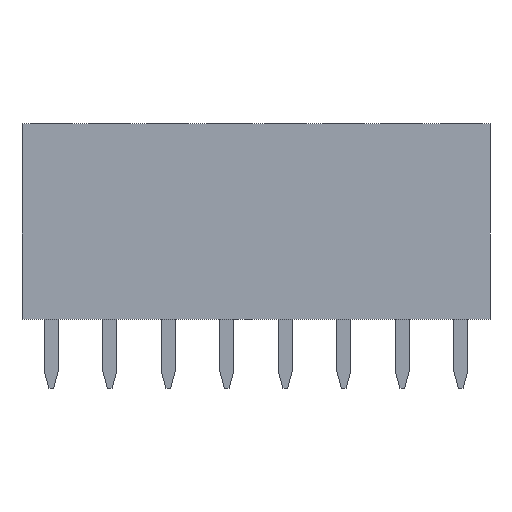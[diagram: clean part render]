
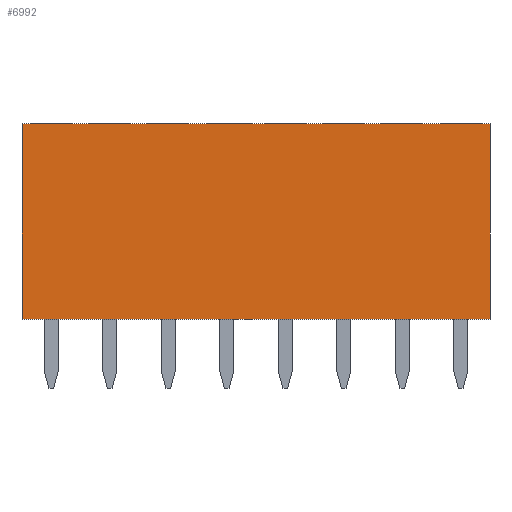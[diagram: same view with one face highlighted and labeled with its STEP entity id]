
A CAD part, front view. The second image highlights one B-rep face of the part: STEP entity #6992.
In plain terms, the highlighted planar face has unit normal (0, -1, 0).
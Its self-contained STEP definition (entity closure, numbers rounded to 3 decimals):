
#6992=ADVANCED_FACE('',(#13380),#13382,.T.);
#13380=FACE_BOUND('',#13381,.T.);
#13381=EDGE_LOOP('',(#18369,#18370,#18371,#18372));
#13382=PLANE('',#13383);
#13383=AXIS2_PLACEMENT_3D('',#13384,#13385,#13386);
#13384=CARTESIAN_POINT('',(-1.27,-1.27,0.));
#13385=DIRECTION('',(0.,-1.,0.));
#13386=DIRECTION('',(1.,0.,0.));
#18369=ORIENTED_EDGE('',*,*,#21059,.T.);
#18370=ORIENTED_EDGE('',*,*,#20850,.T.);
#18371=ORIENTED_EDGE('',*,*,#21023,.F.);
#18372=ORIENTED_EDGE('',*,*,#20839,.F.);
#20839=EDGE_CURVE('',#24539,#24541,#24542,.T.);
#20850=EDGE_CURVE('',#24561,#24559,#24562,.T.);
#21023=EDGE_CURVE('',#24541,#24559,#24783,.T.);
#21059=EDGE_CURVE('',#24539,#24561,#24827,.T.);
#24539=VERTEX_POINT('',#32577);
#24541=VERTEX_POINT('',#32581);
#24542=LINE('',#32582,#32583);
#24559=VERTEX_POINT('',#32619);
#24561=VERTEX_POINT('',#32623);
#24562=LINE('',#32624,#32625);
#24783=LINE('',#33199,#33200);
#24827=LINE('',#33315,#33316);
#32577=CARTESIAN_POINT('',(-1.27,-1.27,0.));
#32581=CARTESIAN_POINT('',(-1.27,-1.27,8.5));
#32582=CARTESIAN_POINT('',(-1.27,-1.27,0.));
#32583=VECTOR('',#32584,1.);
#32584=DIRECTION('',(0.,0.,1.));
#32619=CARTESIAN_POINT('',(19.05,-1.27,8.5));
#32623=CARTESIAN_POINT('',(19.05,-1.27,0.));
#32624=CARTESIAN_POINT('',(19.05,-1.27,0.));
#32625=VECTOR('',#32626,1.);
#32626=DIRECTION('',(0.,0.,1.));
#33199=CARTESIAN_POINT('',(-1.27,-1.27,8.5));
#33200=VECTOR('',#33201,1.);
#33201=DIRECTION('',(1.,0.,0.));
#33315=CARTESIAN_POINT('',(-1.27,-1.27,0.));
#33316=VECTOR('',#33317,1.);
#33317=DIRECTION('',(1.,0.,0.));
